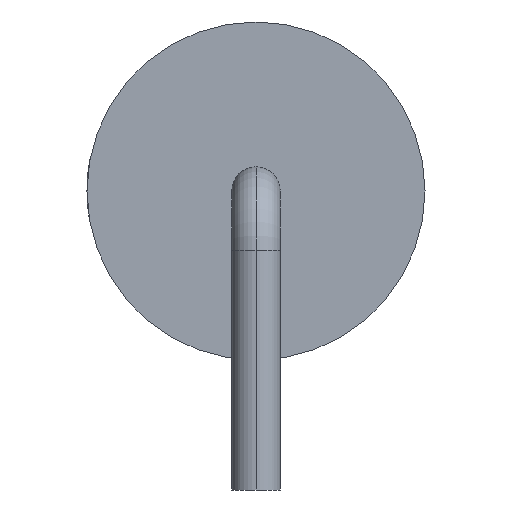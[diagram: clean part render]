
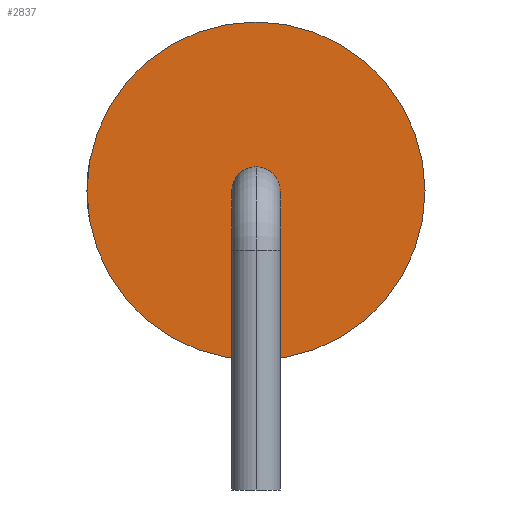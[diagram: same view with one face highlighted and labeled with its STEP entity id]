
A CAD part, left-side view. The second image highlights one B-rep face of the part: STEP entity #2837.
In plain terms, the highlighted planar face has unit normal (-1, 0, 0).
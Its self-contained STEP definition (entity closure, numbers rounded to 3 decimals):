
#47 = CARTESIAN_POINT ( 'NONE',  ( -4.55, 0., 0. ) ) ;
#107 = DIRECTION ( 'NONE',  ( -1., 0., 0. ) ) ;
#203 = CARTESIAN_POINT ( 'NONE',  ( -4.55, 0., 0.65 ) ) ;
#384 = VERTEX_POINT ( 'NONE', #9386 ) ;
#752 = AXIS2_PLACEMENT_3D ( 'NONE', #6632, #11337, #6575 ) ;
#1061 = CARTESIAN_POINT ( 'NONE',  ( -4.55, 0., 4.55 ) ) ;
#1216 = VERTEX_POINT ( 'NONE', #1061 ) ;
#1725 = CIRCLE ( 'NONE', #752, 4.55 ) ;
#1763 = FACE_BOUND ( 'NONE', #4147, .T. ) ;
#2547 = AXIS2_PLACEMENT_3D ( 'NONE', #7187, #5431, #8281 ) ;
#2831 = DIRECTION ( 'NONE',  ( 0., 0., 1. ) ) ;
#2837 = ADVANCED_FACE ( 'NONE', ( #1763, #7312 ), #4358, .F. ) ;
#2982 = AXIS2_PLACEMENT_3D ( 'NONE', #9283, #107, #5653 ) ;
#3537 = EDGE_CURVE ( 'NONE', #8524, #384, #9149, .T. ) ;
#4147 = EDGE_LOOP ( 'NONE', ( #5311, #4713 ) ) ;
#4358 = PLANE ( 'NONE',  #2547 ) ;
#4713 = ORIENTED_EDGE ( 'NONE', *, *, #6049, .F. ) ;
#4755 = EDGE_LOOP ( 'NONE', ( #11339, #12021 ) ) ;
#5281 = AXIS2_PLACEMENT_3D ( 'NONE', #5613, #9178, #2831 ) ;
#5311 = ORIENTED_EDGE ( 'NONE', *, *, #3537, .F. ) ;
#5317 = CIRCLE ( 'NONE', #6269, 4.55 ) ;
#5431 = DIRECTION ( 'NONE',  ( 1., 0., 0. ) ) ;
#5451 = EDGE_CURVE ( 'NONE', #10365, #1216, #5317, .T. ) ;
#5613 = CARTESIAN_POINT ( 'NONE',  ( -4.55, 0., 0. ) ) ;
#5653 = DIRECTION ( 'NONE',  ( 0., 0., 1. ) ) ;
#6049 = EDGE_CURVE ( 'NONE', #384, #8524, #8004, .T. ) ;
#6269 = AXIS2_PLACEMENT_3D ( 'NONE', #47, #8383, #10269 ) ;
#6575 = DIRECTION ( 'NONE',  ( 0., 0., -1. ) ) ;
#6632 = CARTESIAN_POINT ( 'NONE',  ( -4.55, 0., 0. ) ) ;
#7187 = CARTESIAN_POINT ( 'NONE',  ( -4.55, 0., 0. ) ) ;
#7312 = FACE_OUTER_BOUND ( 'NONE', #4755, .T. ) ;
#8004 = CIRCLE ( 'NONE', #2982, 0.65 ) ;
#8281 = DIRECTION ( 'NONE',  ( 0., 0., -1. ) ) ;
#8383 = DIRECTION ( 'NONE',  ( 1., 0., 0. ) ) ;
#8524 = VERTEX_POINT ( 'NONE', #203 ) ;
#9149 = CIRCLE ( 'NONE', #5281, 0.65 ) ;
#9178 = DIRECTION ( 'NONE',  ( -1., 0., 0. ) ) ;
#9283 = CARTESIAN_POINT ( 'NONE',  ( -4.55, 0., 0. ) ) ;
#9386 = CARTESIAN_POINT ( 'NONE',  ( -4.55, 0., -0.65 ) ) ;
#10269 = DIRECTION ( 'NONE',  ( 0., 0., -1. ) ) ;
#10365 = VERTEX_POINT ( 'NONE', #10396 ) ;
#10396 = CARTESIAN_POINT ( 'NONE',  ( -4.55, 0., -4.55 ) ) ;
#11337 = DIRECTION ( 'NONE',  ( 1., 0., 0. ) ) ;
#11339 = ORIENTED_EDGE ( 'NONE', *, *, #11814, .F. ) ;
#11814 = EDGE_CURVE ( 'NONE', #1216, #10365, #1725, .T. ) ;
#12021 = ORIENTED_EDGE ( 'NONE', *, *, #5451, .F. ) ;
